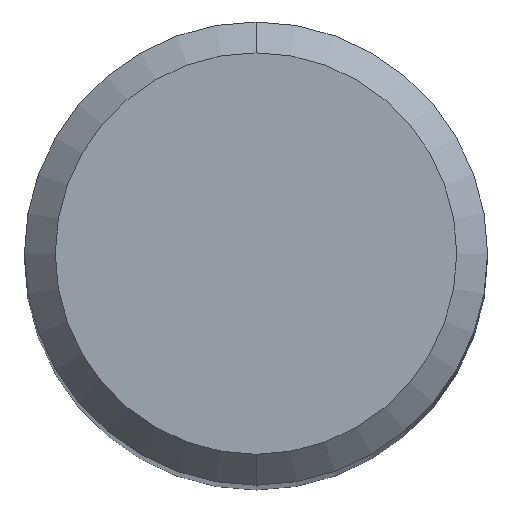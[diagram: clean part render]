
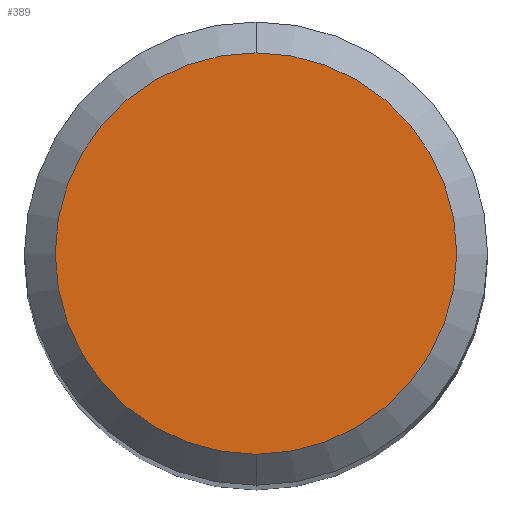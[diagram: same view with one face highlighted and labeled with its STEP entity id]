
A CAD part, top view. The second image highlights one B-rep face of the part: STEP entity #389.
In plain terms, the highlighted planar face has unit normal (0, 0, 1).
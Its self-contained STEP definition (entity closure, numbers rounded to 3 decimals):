
#193=EDGE_CURVE('',#205,#297,#484,.T.);
#205=VERTEX_POINT('',#498);
#297=VERTEX_POINT('',#600);
#323=EDGE_CURVE('',#297,#205,#629,.T.);
#389=ADVANCED_FACE('',(#702),#703,.T.);
#484=CIRCLE('',#821,2.6);
#498=CARTESIAN_POINT('',(0.0,2.6,0.0));
#600=CARTESIAN_POINT('',(0.,-2.6,0.0));
#629=CIRCLE('',#1118,2.6);
#702=FACE_OUTER_BOUND('',#1261,.T.);
#703=PLANE('',#1262);
#821=AXIS2_PLACEMENT_3D('',#1380,#1381,#1382);
#1118=AXIS2_PLACEMENT_3D('',#1583,#1584,#1585);
#1261=EDGE_LOOP('',(#1659,#1660));
#1262=AXIS2_PLACEMENT_3D('',#1661,#1662,#1663);
#1380=CARTESIAN_POINT('',(0.0,0.0,0.0));
#1381=DIRECTION('',(0.0,0.0,-1.0));
#1382=DIRECTION('',(0.0,1.0,0.0));
#1583=CARTESIAN_POINT('',(0.0,0.0,0.0));
#1584=DIRECTION('',(0.0,0.0,-1.0));
#1585=DIRECTION('',(0.0,1.0,0.0));
#1659=ORIENTED_EDGE('',*,*,#193,.F.);
#1660=ORIENTED_EDGE('',*,*,#323,.F.);
#1661=CARTESIAN_POINT('',(0.0,1.3,0.0));
#1662=DIRECTION('',(-0.0,0.0,1.0));
#1663=DIRECTION('',(0.0,-1.0,0.0));
